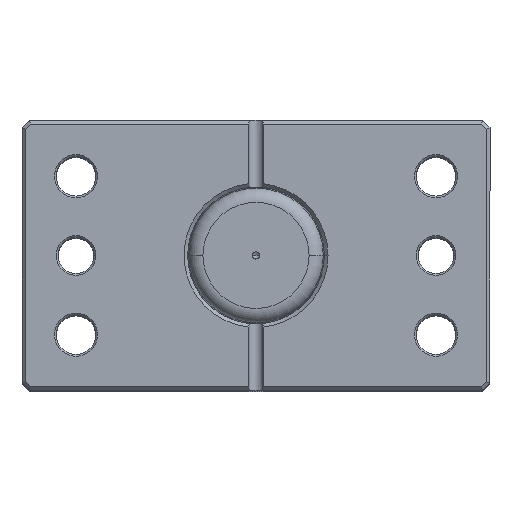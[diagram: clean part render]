
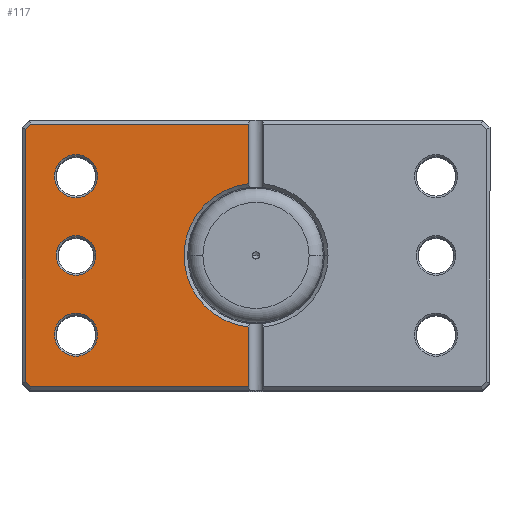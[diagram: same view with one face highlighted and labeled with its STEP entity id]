
A CAD part, top view. The second image highlights one B-rep face of the part: STEP entity #117.
In plain terms, the highlighted face is planar.
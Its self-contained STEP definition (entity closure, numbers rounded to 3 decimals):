
#23 = DIRECTION ( 'NONE',  ( 0., 0., 1. ) ) ;
#35 = VERTEX_POINT ( 'NONE', #3334 ) ;
#93 = AXIS2_PLACEMENT_3D ( 'NONE', #1353, #5265, #1887 ) ;
#117 = ADVANCED_FACE ( 'NONE', ( #6905, #6741, #5297, #860 ), #5144, .F. ) ;
#156 = VERTEX_POINT ( 'NONE', #6961 ) ;
#172 = CARTESIAN_POINT ( 'NONE',  ( 50., 0., 0. ) ) ;
#244 = AXIS2_PLACEMENT_3D ( 'NONE', #172, #4019, #724 ) ;
#362 = CARTESIAN_POINT ( 'NONE',  ( 49.543, -49.543, 0. ) ) ;
#389 = CARTESIAN_POINT ( 'NONE',  ( 0., 0., 0. ) ) ;
#431 = VERTEX_POINT ( 'NONE', #1133 ) ;
#442 = CARTESIAN_POINT ( 'NONE',  ( 44.5, 0., 0. ) ) ;
#455 = AXIS2_PLACEMENT_3D ( 'NONE', #389, #23, #6997 ) ;
#557 = ORIENTED_EDGE ( 'NONE', *, *, #4307, .T. ) ;
#567 = CIRCLE ( 'NONE', #4069, 6. ) ;
#610 = VECTOR ( 'NONE', #4518, 1000. ) ;
#640 = CARTESIAN_POINT ( 'NONE',  ( 50., -22., 0. ) ) ;
#642 = ORIENTED_EDGE ( 'NONE', *, *, #1371, .T. ) ;
#689 = VECTOR ( 'NONE', #2225, 1000. ) ;
#716 = ORIENTED_EDGE ( 'NONE', *, *, #1092, .T. ) ;
#724 = DIRECTION ( 'NONE',  ( 1., 0., 0. ) ) ;
#800 = ORIENTED_EDGE ( 'NONE', *, *, #6133, .T. ) ;
#802 = CARTESIAN_POINT ( 'NONE',  ( 64., 35.086, 0. ) ) ;
#832 = EDGE_CURVE ( 'NONE', #2993, #6962, #861, .T. ) ;
#856 = CARTESIAN_POINT ( 'NONE',  ( 2., -36.5, 0. ) ) ;
#860 = FACE_OUTER_BOUND ( 'NONE', #4420, .T. ) ;
#861 = LINE ( 'NONE', #2802, #5128 ) ;
#1010 = CARTESIAN_POINT ( 'NONE',  ( 2., 37.5, 0. ) ) ;
#1055 = ORIENTED_EDGE ( 'NONE', *, *, #832, .T. ) ;
#1092 = EDGE_CURVE ( 'NONE', #2639, #5117, #6476, .T. ) ;
#1133 = CARTESIAN_POINT ( 'NONE',  ( 55.5, 0., 0. ) ) ;
#1178 = DIRECTION ( 'NONE',  ( 0., 0., 1. ) ) ;
#1182 = DIRECTION ( 'NONE',  ( 1., 0., 0. ) ) ;
#1238 = VECTOR ( 'NONE', #2736, 1000. ) ;
#1268 = CARTESIAN_POINT ( 'NONE',  ( 56., 22., 0. ) ) ;
#1294 = CARTESIAN_POINT ( 'NONE',  ( 62.586, 36.5, 0. ) ) ;
#1304 = CIRCLE ( 'NONE', #6137, 20. ) ;
#1316 = VERTEX_POINT ( 'NONE', #1268 ) ;
#1353 = CARTESIAN_POINT ( 'NONE',  ( 50., -22., 0. ) ) ;
#1371 = EDGE_CURVE ( 'NONE', #2090, #156, #1950, .T. ) ;
#1411 = CIRCLE ( 'NONE', #6087, 5.5 ) ;
#1438 = VERTEX_POINT ( 'NONE', #2992 ) ;
#1613 = DIRECTION ( 'NONE',  ( 0., 0., 1. ) ) ;
#1729 = ORIENTED_EDGE ( 'NONE', *, *, #4575, .T. ) ;
#1887 = DIRECTION ( 'NONE',  ( 1., 0., 0. ) ) ;
#1893 = CIRCLE ( 'NONE', #244, 5.5 ) ;
#1950 = LINE ( 'NONE', #3920, #689 ) ;
#1967 = VERTEX_POINT ( 'NONE', #5439 ) ;
#2020 = LINE ( 'NONE', #1010, #5201 ) ;
#2090 = VERTEX_POINT ( 'NONE', #856 ) ;
#2221 = CARTESIAN_POINT ( 'NONE',  ( 56., -22., 0. ) ) ;
#2225 = DIRECTION ( 'NONE',  ( 0., 1., 0. ) ) ;
#2249 = VERTEX_POINT ( 'NONE', #2221 ) ;
#2373 = DIRECTION ( 'NONE',  ( 1., 0., 0. ) ) ;
#2561 = ORIENTED_EDGE ( 'NONE', *, *, #2797, .T. ) ;
#2606 = CARTESIAN_POINT ( 'NONE',  ( 50., 22., 0. ) ) ;
#2639 = VERTEX_POINT ( 'NONE', #802 ) ;
#2736 = DIRECTION ( 'NONE',  ( -1., 0., 0. ) ) ;
#2756 = LINE ( 'NONE', #3917, #6521 ) ;
#2773 = DIRECTION ( 'NONE',  ( 0.707, -0.707, 0. ) ) ;
#2797 = EDGE_CURVE ( 'NONE', #1967, #1316, #567, .T. ) ;
#2802 = CARTESIAN_POINT ( 'NONE',  ( 0., 36.5, 0. ) ) ;
#2855 = CARTESIAN_POINT ( 'NONE',  ( 50., 22., 0. ) ) ;
#2894 = DIRECTION ( 'NONE',  ( 0., 0., 1. ) ) ;
#2925 = DIRECTION ( 'NONE',  ( 1., 0., 0. ) ) ;
#2991 = LINE ( 'NONE', #362, #4164 ) ;
#2992 = CARTESIAN_POINT ( 'NONE',  ( 2., 19.9, 0. ) ) ;
#2993 = VERTEX_POINT ( 'NONE', #6125 ) ;
#3087 = ORIENTED_EDGE ( 'NONE', *, *, #5132, .T. ) ;
#3113 = EDGE_CURVE ( 'NONE', #3343, #2090, #4172, .T. ) ;
#3156 = DIRECTION ( 'NONE',  ( 1., 0., 0. ) ) ;
#3334 = CARTESIAN_POINT ( 'NONE',  ( 44., -22., 0. ) ) ;
#3343 = VERTEX_POINT ( 'NONE', #5479 ) ;
#3439 = ORIENTED_EDGE ( 'NONE', *, *, #6054, .T. ) ;
#3713 = EDGE_LOOP ( 'NONE', ( #4429, #5766 ) ) ;
#3731 = CARTESIAN_POINT ( 'NONE',  ( 0., -36.5, 0. ) ) ;
#3802 = CIRCLE ( 'NONE', #6779, 6. ) ;
#3917 = CARTESIAN_POINT ( 'NONE',  ( 49.543, 49.543, 0. ) ) ;
#3920 = CARTESIAN_POINT ( 'NONE',  ( 2., 37.5, 0. ) ) ;
#4019 = DIRECTION ( 'NONE',  ( 0., 0., 1. ) ) ;
#4069 = AXIS2_PLACEMENT_3D ( 'NONE', #2855, #2894, #2925 ) ;
#4164 = VECTOR ( 'NONE', #5923, 1000. ) ;
#4172 = LINE ( 'NONE', #3731, #1238 ) ;
#4307 = EDGE_CURVE ( 'NONE', #6120, #431, #1893, .T. ) ;
#4420 = EDGE_LOOP ( 'NONE', ( #642, #1729, #5676, #1055, #5320, #716, #3439, #6098 ) ) ;
#4429 = ORIENTED_EDGE ( 'NONE', *, *, #5645, .T. ) ;
#4477 = CARTESIAN_POINT ( 'NONE',  ( 0., 0., 0. ) ) ;
#4483 = DIRECTION ( 'NONE',  ( 0., 0., 1. ) ) ;
#4518 = DIRECTION ( 'NONE',  ( 0., -1., 0. ) ) ;
#4575 = EDGE_CURVE ( 'NONE', #156, #1438, #1304, .T. ) ;
#4902 = DIRECTION ( 'NONE',  ( 0., 1., 0. ) ) ;
#4920 = CIRCLE ( 'NONE', #5509, 6. ) ;
#4957 = CARTESIAN_POINT ( 'NONE',  ( 50., 0., 0. ) ) ;
#5068 = DIRECTION ( 'NONE',  ( 1., 0., 0. ) ) ;
#5109 = CARTESIAN_POINT ( 'NONE',  ( 64., 0., 0. ) ) ;
#5117 = VERTEX_POINT ( 'NONE', #5483 ) ;
#5128 = VECTOR ( 'NONE', #2373, 1000. ) ;
#5132 = EDGE_CURVE ( 'NONE', #431, #6120, #1411, .T. ) ;
#5144 = PLANE ( 'NONE',  #455 ) ;
#5201 = VECTOR ( 'NONE', #4902, 1000. ) ;
#5265 = DIRECTION ( 'NONE',  ( 0., 0., 1. ) ) ;
#5297 = FACE_BOUND ( 'NONE', #5973, .T. ) ;
#5320 = ORIENTED_EDGE ( 'NONE', *, *, #5466, .T. ) ;
#5328 = CIRCLE ( 'NONE', #93, 6. ) ;
#5439 = CARTESIAN_POINT ( 'NONE',  ( 44., 22., 0. ) ) ;
#5466 = EDGE_CURVE ( 'NONE', #6962, #2639, #2756, .T. ) ;
#5479 = CARTESIAN_POINT ( 'NONE',  ( 62.586, -36.5, 0. ) ) ;
#5483 = CARTESIAN_POINT ( 'NONE',  ( 64., -35.086, 0. ) ) ;
#5509 = AXIS2_PLACEMENT_3D ( 'NONE', #640, #4483, #1182 ) ;
#5513 = DIRECTION ( 'NONE',  ( 1., 0., 0. ) ) ;
#5645 = EDGE_CURVE ( 'NONE', #35, #2249, #5328, .T. ) ;
#5676 = ORIENTED_EDGE ( 'NONE', *, *, #6672, .T. ) ;
#5766 = ORIENTED_EDGE ( 'NONE', *, *, #6809, .T. ) ;
#5923 = DIRECTION ( 'NONE',  ( -0.707, -0.707, 0. ) ) ;
#5943 = EDGE_LOOP ( 'NONE', ( #557, #3087 ) ) ;
#5973 = EDGE_LOOP ( 'NONE', ( #2561, #800 ) ) ;
#6054 = EDGE_CURVE ( 'NONE', #5117, #3343, #2991, .T. ) ;
#6087 = AXIS2_PLACEMENT_3D ( 'NONE', #4957, #1613, #5513 ) ;
#6098 = ORIENTED_EDGE ( 'NONE', *, *, #3113, .T. ) ;
#6120 = VERTEX_POINT ( 'NONE', #442 ) ;
#6125 = CARTESIAN_POINT ( 'NONE',  ( 2., 36.5, 0. ) ) ;
#6133 = EDGE_CURVE ( 'NONE', #1316, #1967, #3802, .T. ) ;
#6137 = AXIS2_PLACEMENT_3D ( 'NONE', #4477, #1178, #5068 ) ;
#6476 = LINE ( 'NONE', #5109, #610 ) ;
#6521 = VECTOR ( 'NONE', #2773, 1000. ) ;
#6533 = DIRECTION ( 'NONE',  ( 0., 0., 1. ) ) ;
#6672 = EDGE_CURVE ( 'NONE', #1438, #2993, #2020, .T. ) ;
#6741 = FACE_BOUND ( 'NONE', #3713, .T. ) ;
#6779 = AXIS2_PLACEMENT_3D ( 'NONE', #2606, #6533, #3156 ) ;
#6809 = EDGE_CURVE ( 'NONE', #2249, #35, #4920, .T. ) ;
#6905 = FACE_BOUND ( 'NONE', #5943, .T. ) ;
#6961 = CARTESIAN_POINT ( 'NONE',  ( 2., -19.9, 0. ) ) ;
#6962 = VERTEX_POINT ( 'NONE', #1294 ) ;
#6997 = DIRECTION ( 'NONE',  ( 1., 0., 0. ) ) ;
